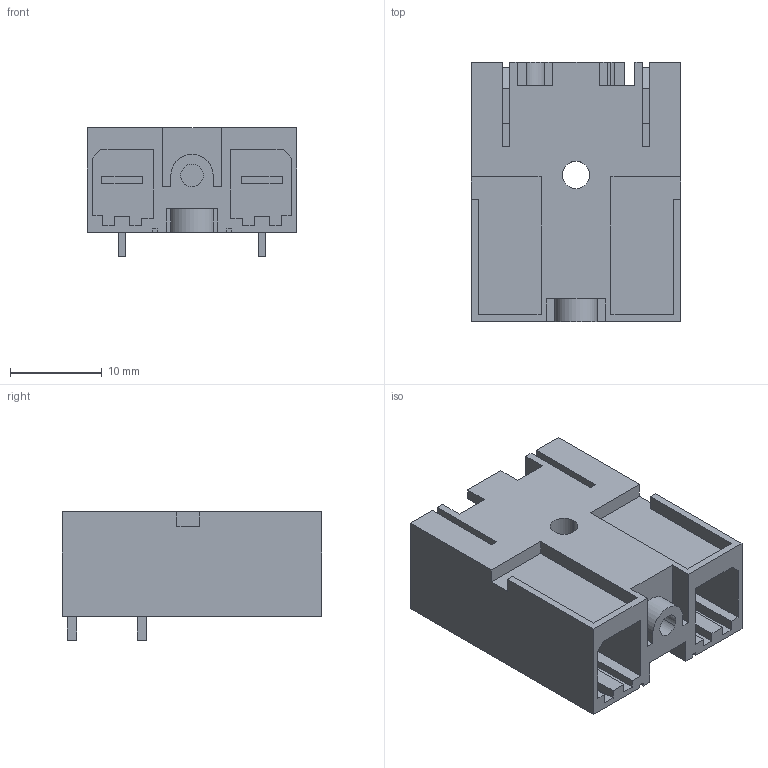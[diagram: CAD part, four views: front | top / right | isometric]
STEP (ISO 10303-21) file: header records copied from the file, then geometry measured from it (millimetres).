
FILE_DESCRIPTION(('CATIA V5 STEP Exchange','CAx-IF Rec.Pracs.--- Model Styling and Organization---1.4--- 2014-01-23'),'2;1');
FILE_NAME ('404782-1_0', '2020-12-14T14:36:44+00:00', ('none'), ('Weidmueller'), 'CATIA Version 5-6 Release 2016 SP3 HF44', 'CATIA V5 STEP AP214', 'none');
FILE_SCHEMA(('AUTOMOTIVE_DESIGN { 1 0 10303 214 1 1 1 1 }'));
Length unit declared in the file: millimetre
Products named in the file (1): 2500180000
Bounding box: 22.86 x 28.3 x 14 mm (x, y, z)
Volume: 4572.9 mm3; surface area: 5289.1 mm2
Topology: 3 solids, 3 shells, 200 faces, 574 edges, 382 vertices
Faces by surface type: plane 185, cylinder 15
Entity records: 6464 total; most frequent: ORIENTED_EDGE 1148, CARTESIAN_POINT 1135, DIRECTION 913, EDGE_CURVE 574, VECTOR 542, LINE 542, VERTEX_POINT 382, EDGE_LOOP 210
